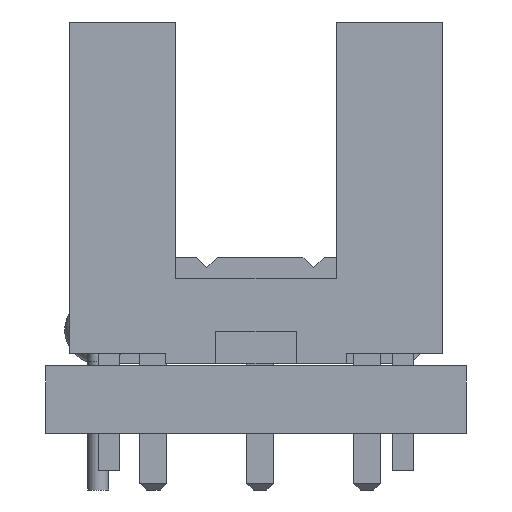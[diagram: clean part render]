
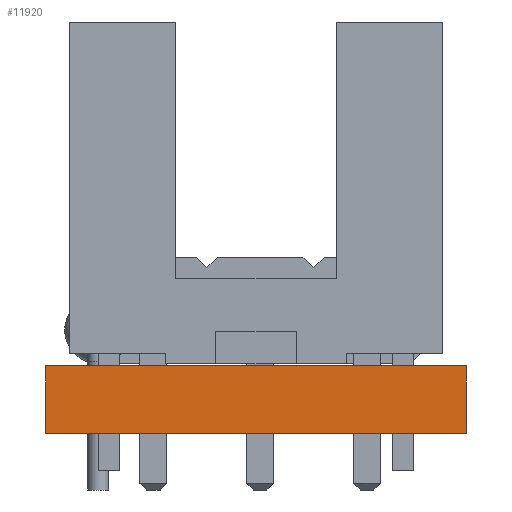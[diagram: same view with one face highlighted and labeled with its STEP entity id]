
A CAD part, front view. The second image highlights one B-rep face of the part: STEP entity #11920.
In plain terms, the highlighted planar face has unit normal (0, -1, 0).
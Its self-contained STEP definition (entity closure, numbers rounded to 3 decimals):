
#11920 = ADVANCED_FACE('',(#11921),#11935,.T.);
#11921 = FACE_BOUND('',#11922,.T.);
#11922 = EDGE_LOOP('',(#11923,#11958,#11986,#12014));
#11923 = ORIENTED_EDGE('',*,*,#11924,.T.);
#11924 = EDGE_CURVE('',#11925,#11927,#11929,.T.);
#11925 = VERTEX_POINT('',#11926);
#11926 = CARTESIAN_POINT('',(106.5,-70.25,0.));
#11927 = VERTEX_POINT('',#11928);
#11928 = CARTESIAN_POINT('',(106.5,-70.25,1.6));
#11929 = SURFACE_CURVE('',#11930,(#11934,#11946),.PCURVE_S1.);
#11930 = LINE('',#11931,#11932);
#11931 = CARTESIAN_POINT('',(106.5,-70.25,0.));
#11932 = VECTOR('',#11933,1.);
#11933 = DIRECTION('',(0.,0.,1.));
#11934 = PCURVE('',#11935,#11940);
#11935 = PLANE('',#11936);
#11936 = AXIS2_PLACEMENT_3D('',#11937,#11938,#11939);
#11937 = CARTESIAN_POINT('',(106.5,-70.25,0.));
#11938 = DIRECTION('',(0.,-1.,0.));
#11939 = DIRECTION('',(-1.,0.,0.));
#11940 = DEFINITIONAL_REPRESENTATION('',(#11941),#11945);
#11941 = LINE('',#11942,#11943);
#11942 = CARTESIAN_POINT('',(0.,0.));
#11943 = VECTOR('',#11944,1.);
#11944 = DIRECTION('',(0.,-1.));
#11945 = ( GEOMETRIC_REPRESENTATION_CONTEXT(2) 
PARAMETRIC_REPRESENTATION_CONTEXT() REPRESENTATION_CONTEXT('2D SPACE',''
  ) );
#11946 = PCURVE('',#11947,#11952);
#11947 = PLANE('',#11948);
#11948 = AXIS2_PLACEMENT_3D('',#11949,#11950,#11951);
#11949 = CARTESIAN_POINT('',(106.5,-53.25,0.));
#11950 = DIRECTION('',(1.,0.,0.));
#11951 = DIRECTION('',(0.,-1.,0.));
#11952 = DEFINITIONAL_REPRESENTATION('',(#11953),#11957);
#11953 = LINE('',#11954,#11955);
#11954 = CARTESIAN_POINT('',(17.,0.));
#11955 = VECTOR('',#11956,1.);
#11956 = DIRECTION('',(0.,-1.));
#11957 = ( GEOMETRIC_REPRESENTATION_CONTEXT(2) 
PARAMETRIC_REPRESENTATION_CONTEXT() REPRESENTATION_CONTEXT('2D SPACE',''
  ) );
#11958 = ORIENTED_EDGE('',*,*,#11959,.T.);
#11959 = EDGE_CURVE('',#11927,#11960,#11962,.T.);
#11960 = VERTEX_POINT('',#11961);
#11961 = CARTESIAN_POINT('',(96.5,-70.25,1.6));
#11962 = SURFACE_CURVE('',#11963,(#11967,#11974),.PCURVE_S1.);
#11963 = LINE('',#11964,#11965);
#11964 = CARTESIAN_POINT('',(106.5,-70.25,1.6));
#11965 = VECTOR('',#11966,1.);
#11966 = DIRECTION('',(-1.,0.,0.));
#11967 = PCURVE('',#11935,#11968);
#11968 = DEFINITIONAL_REPRESENTATION('',(#11969),#11973);
#11969 = LINE('',#11970,#11971);
#11970 = CARTESIAN_POINT('',(0.,-1.6));
#11971 = VECTOR('',#11972,1.);
#11972 = DIRECTION('',(1.,0.));
#11973 = ( GEOMETRIC_REPRESENTATION_CONTEXT(2) 
PARAMETRIC_REPRESENTATION_CONTEXT() REPRESENTATION_CONTEXT('2D SPACE',''
  ) );
#11974 = PCURVE('',#11975,#11980);
#11975 = PLANE('',#11976);
#11976 = AXIS2_PLACEMENT_3D('',#11977,#11978,#11979);
#11977 = CARTESIAN_POINT('',(101.5,-61.75,1.6));
#11978 = DIRECTION('',(0.,0.,-1.));
#11979 = DIRECTION('',(-1.,0.,0.));
#11980 = DEFINITIONAL_REPRESENTATION('',(#11981),#11985);
#11981 = LINE('',#11982,#11983);
#11982 = CARTESIAN_POINT('',(-5.,-8.5));
#11983 = VECTOR('',#11984,1.);
#11984 = DIRECTION('',(1.,0.));
#11985 = ( GEOMETRIC_REPRESENTATION_CONTEXT(2) 
PARAMETRIC_REPRESENTATION_CONTEXT() REPRESENTATION_CONTEXT('2D SPACE',''
  ) );
#11986 = ORIENTED_EDGE('',*,*,#11987,.F.);
#11987 = EDGE_CURVE('',#11988,#11960,#11990,.T.);
#11988 = VERTEX_POINT('',#11989);
#11989 = CARTESIAN_POINT('',(96.5,-70.25,0.));
#11990 = SURFACE_CURVE('',#11991,(#11995,#12002),.PCURVE_S1.);
#11991 = LINE('',#11992,#11993);
#11992 = CARTESIAN_POINT('',(96.5,-70.25,0.));
#11993 = VECTOR('',#11994,1.);
#11994 = DIRECTION('',(0.,0.,1.));
#11995 = PCURVE('',#11935,#11996);
#11996 = DEFINITIONAL_REPRESENTATION('',(#11997),#12001);
#11997 = LINE('',#11998,#11999);
#11998 = CARTESIAN_POINT('',(10.,0.));
#11999 = VECTOR('',#12000,1.);
#12000 = DIRECTION('',(0.,-1.));
#12001 = ( GEOMETRIC_REPRESENTATION_CONTEXT(2) 
PARAMETRIC_REPRESENTATION_CONTEXT() REPRESENTATION_CONTEXT('2D SPACE',''
  ) );
#12002 = PCURVE('',#12003,#12008);
#12003 = PLANE('',#12004);
#12004 = AXIS2_PLACEMENT_3D('',#12005,#12006,#12007);
#12005 = CARTESIAN_POINT('',(96.5,-70.25,0.));
#12006 = DIRECTION('',(-1.,0.,0.));
#12007 = DIRECTION('',(0.,1.,0.));
#12008 = DEFINITIONAL_REPRESENTATION('',(#12009),#12013);
#12009 = LINE('',#12010,#12011);
#12010 = CARTESIAN_POINT('',(0.,0.));
#12011 = VECTOR('',#12012,1.);
#12012 = DIRECTION('',(0.,-1.));
#12013 = ( GEOMETRIC_REPRESENTATION_CONTEXT(2) 
PARAMETRIC_REPRESENTATION_CONTEXT() REPRESENTATION_CONTEXT('2D SPACE',''
  ) );
#12014 = ORIENTED_EDGE('',*,*,#12015,.F.);
#12015 = EDGE_CURVE('',#11925,#11988,#12016,.T.);
#12016 = SURFACE_CURVE('',#12017,(#12021,#12028),.PCURVE_S1.);
#12017 = LINE('',#12018,#12019);
#12018 = CARTESIAN_POINT('',(106.5,-70.25,0.));
#12019 = VECTOR('',#12020,1.);
#12020 = DIRECTION('',(-1.,0.,0.));
#12021 = PCURVE('',#11935,#12022);
#12022 = DEFINITIONAL_REPRESENTATION('',(#12023),#12027);
#12023 = LINE('',#12024,#12025);
#12024 = CARTESIAN_POINT('',(0.,0.));
#12025 = VECTOR('',#12026,1.);
#12026 = DIRECTION('',(1.,0.));
#12027 = ( GEOMETRIC_REPRESENTATION_CONTEXT(2) 
PARAMETRIC_REPRESENTATION_CONTEXT() REPRESENTATION_CONTEXT('2D SPACE',''
  ) );
#12028 = PCURVE('',#12029,#12034);
#12029 = PLANE('',#12030);
#12030 = AXIS2_PLACEMENT_3D('',#12031,#12032,#12033);
#12031 = CARTESIAN_POINT('',(101.5,-61.75,0.));
#12032 = DIRECTION('',(0.,0.,-1.));
#12033 = DIRECTION('',(-1.,0.,0.));
#12034 = DEFINITIONAL_REPRESENTATION('',(#12035),#12039);
#12035 = LINE('',#12036,#12037);
#12036 = CARTESIAN_POINT('',(-5.,-8.5));
#12037 = VECTOR('',#12038,1.);
#12038 = DIRECTION('',(1.,0.));
#12039 = ( GEOMETRIC_REPRESENTATION_CONTEXT(2) 
PARAMETRIC_REPRESENTATION_CONTEXT() REPRESENTATION_CONTEXT('2D SPACE',''
  ) );
